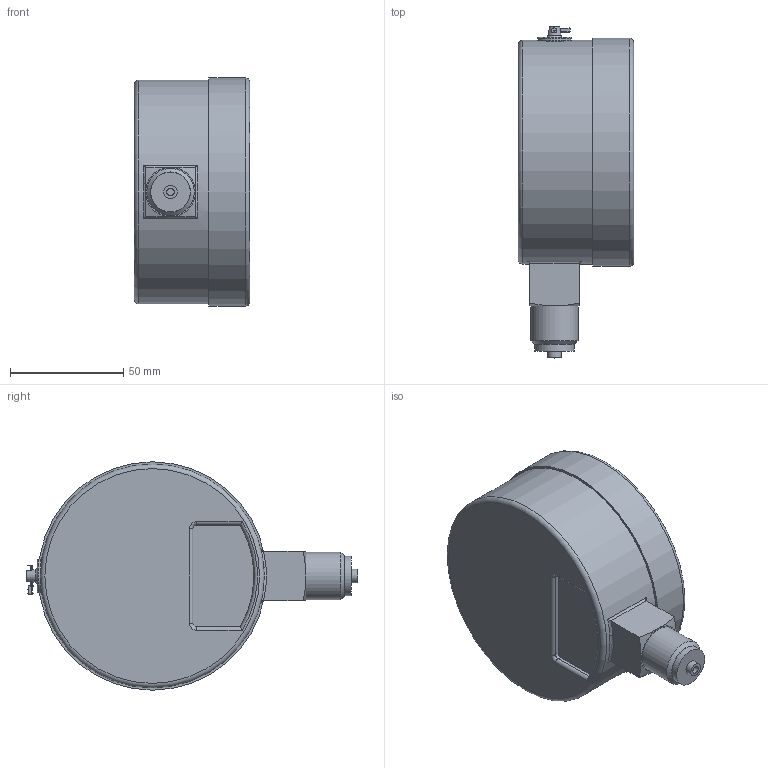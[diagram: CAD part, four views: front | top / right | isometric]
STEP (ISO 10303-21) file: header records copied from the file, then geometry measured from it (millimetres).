
FILE_DESCRIPTION(/* description */ (''),/* implementation_level */ '2;1');
FILE_NAME(/* name */ 'КМ-22.stp',/* time_stamp */ '2023-09-01T15:00:39+03:00',/* author */ ('Tech'),/* organization */ (''),/* preprocessor_version */ 'ST-DEVELOPER v18.1',/* originating_system */ 'Autodesk Inventor 2021',/* authorisation */ '');
FILE_SCHEMA (('AUTOMOTIVE_DESIGN { 1 0 10303 214 3 1 1 }'));
Length unit declared in the file: millimetre
Products named in the file (1): КМ-22
Bounding box: 51 x 146.83 x 101 mm (x, y, z)
Volume: 382325.7 mm3; surface area: 36998.1 mm2
Topology: 3 solids, 3 shells, 720 faces, 1880 edges, 1258 vertices
Faces by surface type: plane 494, bspline 156, cylinder 49, torus 12, cone 8, sphere 1
Full cylindrical faces by diameter (mm): 0.891 x1, 1.318 x1, 1.8 x1, 2.5 x1, 2.61 x1, 3.3 x1, 4.496 x1, 6 x1, 10.5 x1, 15 x1, 17.5 x1, 20.955 x1, 85 x1, 99 x1, 101 x1
Entity records: 23203 total; most frequent: CARTESIAN_POINT 5660, ORIENTED_EDGE 3760, DIRECTION 3141, EDGE_CURVE 1880, LINE 1371, VECTOR 1371, VERTEX_POINT 1258, AXIS2_PLACEMENT_3D 885
